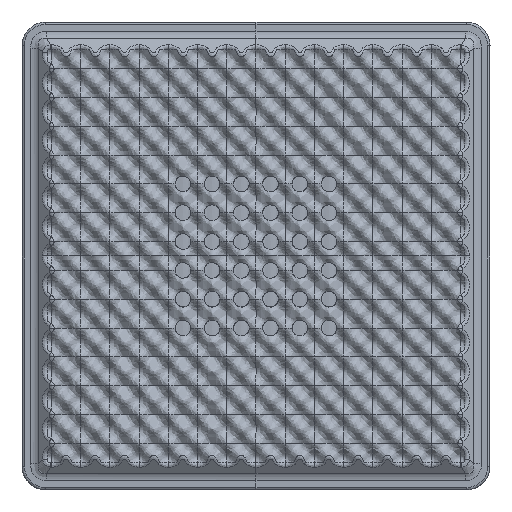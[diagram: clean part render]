
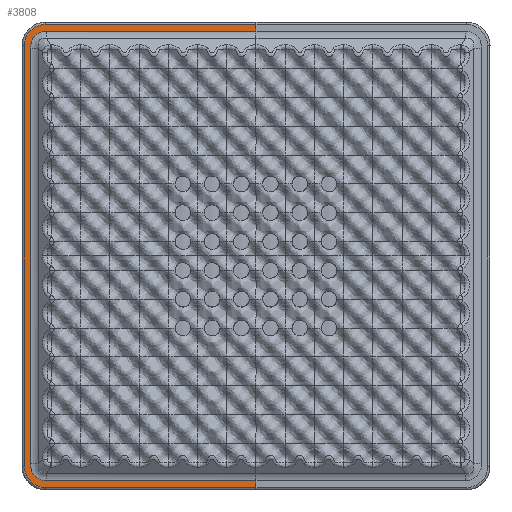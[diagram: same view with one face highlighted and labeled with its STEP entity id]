
A CAD part, top view. The second image highlights one B-rep face of the part: STEP entity #3808.
In plain terms, the highlighted planar face has unit normal (0, 0, 1).
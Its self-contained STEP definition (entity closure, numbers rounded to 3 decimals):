
#740=B_SPLINE_CURVE_WITH_KNOTS('',1,(#61516,#61517),.UNSPECIFIED.,.F.,.F.,
(2,2),(0.,357.65),.UNSPECIFIED.);
#741=B_SPLINE_CURVE_WITH_KNOTS('',1,(#61518,#61519),.UNSPECIFIED.,.F.,.F.,
(2,2),(0.,715.),.UNSPECIFIED.);
#742=B_SPLINE_CURVE_WITH_KNOTS('',1,(#61520,#61521),.UNSPECIFIED.,.F.,.F.,
(2,2),(0.,357.65),.UNSPECIFIED.);
#743=B_SPLINE_CURVE_WITH_KNOTS('',1,(#61522,#61523),.UNSPECIFIED.,.F.,.F.,
(2,2),(-11.646,0.),.UNSPECIFIED.);
#744=B_SPLINE_CURVE_WITH_KNOTS('',1,(#61524,#61525),.UNSPECIFIED.,.F.,.F.,
(2,2),(-356.129,0.),.UNSPECIFIED.);
#745=B_SPLINE_CURVE_WITH_KNOTS('',3,(#61526,#61527,#61528,#61529,#61530,
#61531,#61532,#61533,#61534,#61535),.UNSPECIFIED.,.F.,.F.,(4,2,2,2,4),(0.,
0.25,0.5,0.75,1.),.UNSPECIFIED.);
#746=B_SPLINE_CURVE_WITH_KNOTS('',1,(#61536,#61537),.UNSPECIFIED.,.F.,.F.,
(2,2),(0.,706.182),.UNSPECIFIED.);
#747=B_SPLINE_CURVE_WITH_KNOTS('',1,(#61538,#61539),.UNSPECIFIED.,.F.,.F.,
(2,2),(0.,356.129),.UNSPECIFIED.);
#748=B_SPLINE_CURVE_WITH_KNOTS('',1,(#61540,#61541),.UNSPECIFIED.,.F.,.F.,
(2,2),(-11.646,0.),.UNSPECIFIED.);
#3808=ADVANCED_FACE('',(#4624),#14434,.T.);
#4624=FACE_OUTER_BOUND('',#5448,.T.);
#5448=EDGE_LOOP('',(#7186,#7187,#7188,#7189,#7190,#7191,#7192,#7193,#7194,
#7195,#7196,#7197));
#7186=ORIENTED_EDGE('',*,*,#10406,.T.);
#7187=ORIENTED_EDGE('',*,*,#10670,.F.);
#7188=ORIENTED_EDGE('',*,*,#10407,.T.);
#7189=ORIENTED_EDGE('',*,*,#10844,.F.);
#7190=ORIENTED_EDGE('',*,*,#10408,.F.);
#7191=ORIENTED_EDGE('',*,*,#10409,.T.);
#7192=ORIENTED_EDGE('',*,*,#10410,.T.);
#7193=ORIENTED_EDGE('',*,*,#10411,.F.);
#7194=ORIENTED_EDGE('',*,*,#10412,.T.);
#7195=ORIENTED_EDGE('',*,*,#10405,.F.);
#7196=ORIENTED_EDGE('',*,*,#10413,.T.);
#7197=ORIENTED_EDGE('',*,*,#10414,.T.);
#10405=EDGE_CURVE('',#13310,#13311,#12289,.T.);
#10406=EDGE_CURVE('',#13314,#13321,#740,.T.);
#10407=EDGE_CURVE('',#13320,#13316,#741,.T.);
#10408=EDGE_CURVE('',#13312,#13317,#742,.T.);
#10409=EDGE_CURVE('',#13312,#13313,#743,.T.);
#10410=EDGE_CURVE('',#13313,#13318,#744,.T.);
#10411=EDGE_CURVE('',#13319,#13318,#745,.T.);
#10412=EDGE_CURVE('',#13319,#13311,#746,.T.);
#10413=EDGE_CURVE('',#13310,#13315,#747,.T.);
#10414=EDGE_CURVE('',#13315,#13314,#748,.T.);
#10670=EDGE_CURVE('',#13320,#13321,#12334,.T.);
#10844=EDGE_CURVE('',#13317,#13316,#12354,.T.);
#12289=(
BOUNDED_CURVE()
B_SPLINE_CURVE(3,(#61494,#61495,#61496,#61497,#61498,#61499,#61500,#61501,
#61502,#61503,#61504,#61505,#61506,#61507,#61508,#61509,#61510,#61511,#61512,
#61513,#61514,#61515),.UNSPECIFIED.,.F.,.F.)
B_SPLINE_CURVE_WITH_KNOTS((4,3,3,3,3,3,3,4),(-1.,-0.875,-0.75,
-0.625,-0.5,-0.375,-0.25,
0.),.UNSPECIFIED.)
CURVE()
GEOMETRIC_REPRESENTATION_ITEM()
RATIONAL_B_SPLINE_CURVE((1.,1.,1.,1.,
1.,1.,1.,1.,
1.,1.,1.,1.,
1.,1.,1.,1.,
1.,1.,1.,1.,
1.,1.))
REPRESENTATION_ITEM('')
);
#12334=(
BOUNDED_CURVE()
B_SPLINE_CURVE(2,(#63985,#63986,#63987),.UNSPECIFIED.,.F.,.F.)
B_SPLINE_CURVE_WITH_KNOTS((3,3),(-56.598,0.),.UNSPECIFIED.)
CURVE()
GEOMETRIC_REPRESENTATION_ITEM()
RATIONAL_B_SPLINE_CURVE((1.,0.707,1.))
REPRESENTATION_ITEM('')
);
#12354=(
BOUNDED_CURVE()
B_SPLINE_CURVE(2,(#65599,#65600,#65601),.UNSPECIFIED.,.F.,.F.)
B_SPLINE_CURVE_WITH_KNOTS((3,3),(0.,56.598),.UNSPECIFIED.)
CURVE()
GEOMETRIC_REPRESENTATION_ITEM()
RATIONAL_B_SPLINE_CURVE((1.,0.707,1.))
REPRESENTATION_ITEM('')
);
#13310=VERTEX_POINT('',#59479);
#13311=VERTEX_POINT('',#59480);
#13312=VERTEX_POINT('',#59481);
#13313=VERTEX_POINT('',#59482);
#13314=VERTEX_POINT('',#59483);
#13315=VERTEX_POINT('',#59484);
#13316=VERTEX_POINT('',#59485);
#13317=VERTEX_POINT('',#59486);
#13318=VERTEX_POINT('',#59487);
#13319=VERTEX_POINT('',#59488);
#13320=VERTEX_POINT('',#59489);
#13321=VERTEX_POINT('',#59490);
#14434=PLANE('',#14966);
#14966=AXIS2_PLACEMENT_3D('',#23896,#15055,$);
#15055=DIRECTION('',(0.,0.,1.));
#23896=CARTESIAN_POINT('',(-33.764,-472.847,-9.915));
#59479=CARTESIAN_POINT('',(43.766,381.885,-9.915));
#59480=CARTESIAN_POINT('',(16.752,353.091,-9.915));
#59481=CARTESIAN_POINT('',(399.895,-393.531,-9.915));
#59482=CARTESIAN_POINT('',(399.895,-381.885,-9.915));
#59483=CARTESIAN_POINT('',(399.895,393.531,-9.915));
#59484=CARTESIAN_POINT('',(399.895,381.885,-9.915));
#59485=CARTESIAN_POINT('',(6.214,-357.5,-9.915));
#59486=CARTESIAN_POINT('',(42.245,-393.531,-9.915));
#59487=CARTESIAN_POINT('',(43.766,-381.885,-9.915));
#59488=CARTESIAN_POINT('',(16.752,-353.091,-9.915));
#59489=CARTESIAN_POINT('',(6.214,357.5,-9.915));
#59490=CARTESIAN_POINT('',(42.245,393.531,-9.915));
#61494=CARTESIAN_POINT('',(43.766,381.885,-9.915));
#61495=CARTESIAN_POINT('',(41.903,381.885,-9.915));
#61496=CARTESIAN_POINT('',(40.061,381.732,-9.915));
#61497=CARTESIAN_POINT('',(38.246,381.406,-9.915));
#61498=CARTESIAN_POINT('',(36.43,381.081,-9.915));
#61499=CARTESIAN_POINT('',(34.619,380.573,-9.915));
#61500=CARTESIAN_POINT('',(32.905,379.885,-9.915));
#61501=CARTESIAN_POINT('',(31.191,379.197,-9.915));
#61502=CARTESIAN_POINT('',(29.57,378.333,-9.915));
#61503=CARTESIAN_POINT('',(28.049,377.281,-9.915));
#61504=CARTESIAN_POINT('',(26.527,376.229,-9.915));
#61505=CARTESIAN_POINT('',(25.115,374.986,-9.915));
#61506=CARTESIAN_POINT('',(23.88,373.62,-9.915));
#61507=CARTESIAN_POINT('',(22.646,372.253,-9.915));
#61508=CARTESIAN_POINT('',(21.559,370.734,-9.915));
#61509=CARTESIAN_POINT('',(20.644,369.116,-9.915));
#61510=CARTESIAN_POINT('',(19.73,367.499,-9.915));
#61511=CARTESIAN_POINT('',(18.995,365.804,-9.915));
#61512=CARTESIAN_POINT('',(18.416,364.043,-9.915));
#61513=CARTESIAN_POINT('',(17.258,360.52,-9.915));
#61514=CARTESIAN_POINT('',(16.752,356.788,-9.915));
#61515=CARTESIAN_POINT('',(16.752,353.091,-9.915));
#61516=CARTESIAN_POINT('',(399.895,393.531,-9.915));
#61517=CARTESIAN_POINT('',(42.245,393.531,-9.915));
#61518=CARTESIAN_POINT('',(6.214,357.5,-9.915));
#61519=CARTESIAN_POINT('',(6.214,-357.5,-9.915));
#61520=CARTESIAN_POINT('',(399.895,-393.531,-9.915));
#61521=CARTESIAN_POINT('',(42.245,-393.531,-9.915));
#61522=CARTESIAN_POINT('',(399.895,-393.531,-9.915));
#61523=CARTESIAN_POINT('',(399.895,-381.885,-9.915));
#61524=CARTESIAN_POINT('',(399.895,-381.885,-9.915));
#61525=CARTESIAN_POINT('',(43.766,-381.885,-9.915));
#61526=CARTESIAN_POINT('',(16.752,-353.091,-9.915));
#61527=CARTESIAN_POINT('',(16.752,-356.816,-9.915));
#61528=CARTESIAN_POINT('',(17.258,-360.52,-9.915));
#61529=CARTESIAN_POINT('',(19.574,-367.566,-9.915));
#61530=CARTESIAN_POINT('',(21.411,-370.887,-9.915));
#61531=CARTESIAN_POINT('',(26.349,-376.353,-9.915));
#61532=CARTESIAN_POINT('',(29.478,-378.509,-9.915));
#61533=CARTESIAN_POINT('',(36.333,-381.261,-9.915));
#61534=CARTESIAN_POINT('',(40.039,-381.885,-9.915));
#61535=CARTESIAN_POINT('',(43.766,-381.885,-9.915));
#61536=CARTESIAN_POINT('',(16.752,-353.091,-9.915));
#61537=CARTESIAN_POINT('',(16.752,353.091,-9.915));
#61538=CARTESIAN_POINT('',(43.766,381.885,-9.915));
#61539=CARTESIAN_POINT('',(399.895,381.885,-9.915));
#61540=CARTESIAN_POINT('',(399.895,381.885,-9.915));
#61541=CARTESIAN_POINT('',(399.895,393.531,-9.915));
#63985=CARTESIAN_POINT('',(6.214,357.5,-9.915));
#63986=CARTESIAN_POINT('',(6.214,393.531,-9.915));
#63987=CARTESIAN_POINT('',(42.245,393.531,-9.915));
#65599=CARTESIAN_POINT('',(42.245,-393.531,-9.915));
#65600=CARTESIAN_POINT('',(6.214,-393.531,-9.915));
#65601=CARTESIAN_POINT('',(6.214,-357.5,-9.915));
